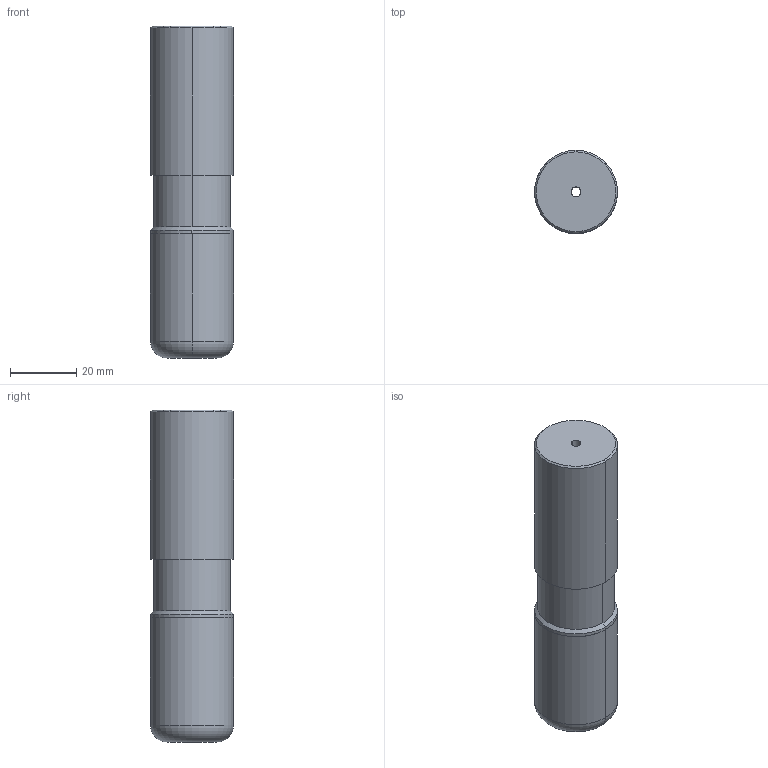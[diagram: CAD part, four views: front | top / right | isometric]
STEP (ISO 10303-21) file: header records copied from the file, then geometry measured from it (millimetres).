
FILE_DESCRIPTION(/* description */ (''),/* implementation_level */ '2;1');
FILE_NAME(/* name */ 'DLC3SARB250R500N55C.stp',/* time_stamp */ '2025-06-20T08:53:50+09:00',/* author */ (''),/* organization */ (''),/* preprocessor_version */ 'ST-DEVELOPER v18.101',/* originating_system */ 'SIEMENS PLM Software NX 2011',/* authorisation */ '');
FILE_SCHEMA (('AUTOMOTIVE_DESIGN { 1 0 10303 214 3 1 1 1 }'));
Length unit declared in the file: millimetre
Products named in the file (1): DLC3SARB250R500N55C_ASM
Bounding box: 25 x 25 x 100 mm (x, y, z)
Volume: 46775.4 mm3; surface area: 10533.7 mm2
Topology: 2 solids, 2 shells, 23 faces, 51 edges, 39 vertices
Faces by surface type: cylinder 10, cone 6, plane 5, torus 2
Entity records: 810 total; most frequent: CARTESIAN_POINT 156, DIRECTION 140, ORIENTED_EDGE 92, AXIS2_PLACEMENT_3D 61, EDGE_CURVE 46, EDGE_LOOP 28, VERTEX_POINT 28, CIRCLE 27
